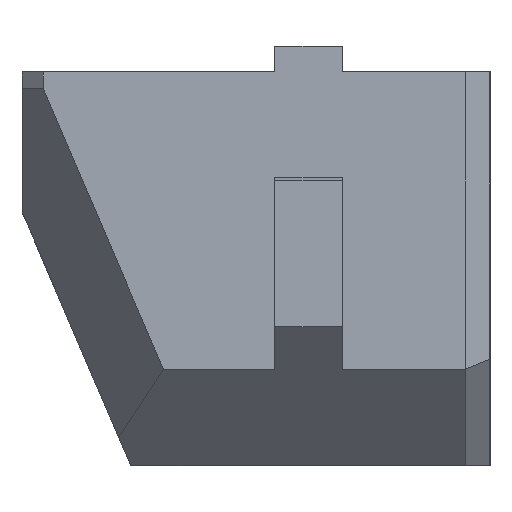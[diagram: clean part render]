
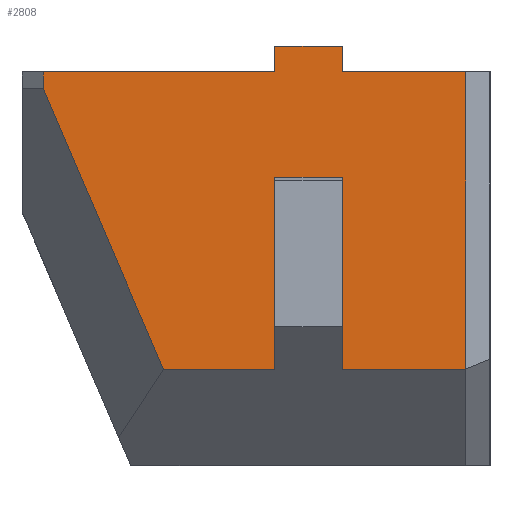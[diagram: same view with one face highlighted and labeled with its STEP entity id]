
A CAD part, left-side view. The second image highlights one B-rep face of the part: STEP entity #2808.
In plain terms, the highlighted planar face has unit normal (-1, 0, 0).
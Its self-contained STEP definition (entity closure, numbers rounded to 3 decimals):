
#180=FACE_OUTER_BOUND('',#339,.T.);
#339=EDGE_LOOP('',(#2376,#2377,#2378,#2379,#2380,#2381,#2382,#2383,#2384,
#2385,#2386,#2387,#2388));
#436=LINE('',#4046,#766);
#438=LINE('',#4050,#768);
#441=LINE('',#4056,#771);
#492=LINE('',#4178,#822);
#497=LINE('',#4192,#827);
#502=LINE('',#4202,#832);
#523=LINE('',#4251,#853);
#527=LINE('',#4258,#857);
#529=LINE('',#4266,#859);
#532=LINE('',#4271,#862);
#627=LINE('',#4470,#957);
#642=LINE('',#4499,#972);
#649=LINE('',#4512,#979);
#766=VECTOR('',#3270,7.931);
#768=VECTOR('',#3274,5.1);
#771=VECTOR('',#3277,4.597);
#822=VECTOR('',#3378,2.8);
#827=VECTOR('',#3389,1.064);
#832=VECTOR('',#3396,9.571);
#853=VECTOR('',#3431,12.626);
#857=VECTOR('',#3437,7.931);
#859=VECTOR('',#3447,1.064);
#862=VECTOR('',#3452,0.686);
#957=VECTOR('',#3641,2.8);
#972=VECTOR('',#3674,12.291);
#979=VECTOR('',#3691,5.1);
#1168=VERTEX_POINT('',#4043);
#1169=VERTEX_POINT('',#4045);
#1170=VERTEX_POINT('',#4049);
#1172=VERTEX_POINT('',#4053);
#1173=VERTEX_POINT('',#4055);
#1218=VERTEX_POINT('',#4175);
#1219=VERTEX_POINT('',#4177);
#1225=VERTEX_POINT('',#4190);
#1229=VERTEX_POINT('',#4200);
#1250=VERTEX_POINT('',#4250);
#1252=VERTEX_POINT('',#4256);
#1254=VERTEX_POINT('',#4265);
#1317=VERTEX_POINT('',#4498);
#1456=EDGE_CURVE('',#1169,#1168,#436,.T.);
#1458=EDGE_CURVE('',#1170,#1168,#438,.T.);
#1461=EDGE_CURVE('',#1172,#1173,#441,.T.);
#1520=EDGE_CURVE('',#1218,#1219,#492,.T.);
#1527=EDGE_CURVE('',#1218,#1225,#497,.T.);
#1532=EDGE_CURVE('',#1229,#1225,#502,.T.);
#1557=EDGE_CURVE('',#1173,#1250,#523,.T.);
#1561=EDGE_CURVE('',#1172,#1252,#527,.T.);
#1565=EDGE_CURVE('',#1254,#1219,#529,.T.);
#1568=EDGE_CURVE('',#1250,#1229,#532,.T.);
#1669=EDGE_CURVE('',#1252,#1169,#627,.T.);
#1684=EDGE_CURVE('',#1317,#1170,#642,.T.);
#1691=EDGE_CURVE('',#1254,#1317,#649,.T.);
#2376=ORIENTED_EDGE('',*,*,#1458,.F.);
#2377=ORIENTED_EDGE('',*,*,#1684,.F.);
#2378=ORIENTED_EDGE('',*,*,#1691,.F.);
#2379=ORIENTED_EDGE('',*,*,#1565,.T.);
#2380=ORIENTED_EDGE('',*,*,#1520,.F.);
#2381=ORIENTED_EDGE('',*,*,#1527,.T.);
#2382=ORIENTED_EDGE('',*,*,#1532,.F.);
#2383=ORIENTED_EDGE('',*,*,#1568,.F.);
#2384=ORIENTED_EDGE('',*,*,#1557,.F.);
#2385=ORIENTED_EDGE('',*,*,#1461,.F.);
#2386=ORIENTED_EDGE('',*,*,#1561,.T.);
#2387=ORIENTED_EDGE('',*,*,#1669,.T.);
#2388=ORIENTED_EDGE('',*,*,#1456,.T.);
#2668=PLANE('',#3026);
#2808=ADVANCED_FACE('',(#180),#2668,.T.);
#3026=AXIS2_PLACEMENT_3D('',#4511,#3689,#3690);
#3270=DIRECTION('',(0.,0.,-1.));
#3274=DIRECTION('',(0.,1.,0.));
#3277=DIRECTION('',(0.,1.,0.));
#3378=DIRECTION('',(0.,-1.,0.));
#3389=DIRECTION('',(0.,0.,-1.));
#3396=DIRECTION('',(0.,-1.,0.));
#3431=DIRECTION('',(0.,0.394,0.919));
#3437=DIRECTION('',(0.,0.,1.));
#3447=DIRECTION('',(0.,0.,1.));
#3452=DIRECTION('',(0.,0.,1.));
#3641=DIRECTION('',(0.,-1.,0.));
#3674=DIRECTION('',(0.,0.,-1.));
#3689=DIRECTION('center_axis',(-1.,0.,0.));
#3690=DIRECTION('ref_axis',(0.,1.,0.));
#3691=DIRECTION('',(0.,-1.,0.));
#4043=CARTESIAN_POINT('',(-18.882,-1.323,3.995));
#4045=CARTESIAN_POINT('',(-18.882,-1.323,11.926));
#4046=CARTESIAN_POINT('',(-18.882,-1.323,11.926));
#4049=CARTESIAN_POINT('',(-18.882,-6.423,3.995));
#4050=CARTESIAN_POINT('',(-18.882,-6.423,3.995));
#4053=CARTESIAN_POINT('',(-18.882,1.477,3.995));
#4055=CARTESIAN_POINT('',(-18.882,6.074,3.995));
#4056=CARTESIAN_POINT('',(-18.882,1.477,3.995));
#4175=CARTESIAN_POINT('',(-18.882,1.477,17.35));
#4177=CARTESIAN_POINT('',(-18.882,-1.323,17.35));
#4178=CARTESIAN_POINT('',(-18.882,1.477,17.35));
#4190=CARTESIAN_POINT('',(-18.882,1.477,16.286));
#4192=CARTESIAN_POINT('',(-18.882,1.477,17.35));
#4200=CARTESIAN_POINT('',(-18.882,11.048,16.286));
#4202=CARTESIAN_POINT('',(-18.882,11.048,16.286));
#4250=CARTESIAN_POINT('',(-18.882,11.048,15.6));
#4251=CARTESIAN_POINT('',(-18.882,6.074,3.995));
#4256=CARTESIAN_POINT('',(-18.882,1.477,11.926));
#4258=CARTESIAN_POINT('',(-18.882,1.477,3.995));
#4265=CARTESIAN_POINT('',(-18.882,-1.323,16.286));
#4266=CARTESIAN_POINT('',(-18.882,-1.323,16.286));
#4271=CARTESIAN_POINT('',(-18.882,11.048,15.6));
#4470=CARTESIAN_POINT('',(-18.882,1.477,11.926));
#4498=CARTESIAN_POINT('',(-18.882,-6.423,16.286));
#4499=CARTESIAN_POINT('',(-18.882,-6.423,16.286));
#4511=CARTESIAN_POINT('Origin',(-18.882,-3.673,13.874));
#4512=CARTESIAN_POINT('',(-18.882,-1.323,16.286));
